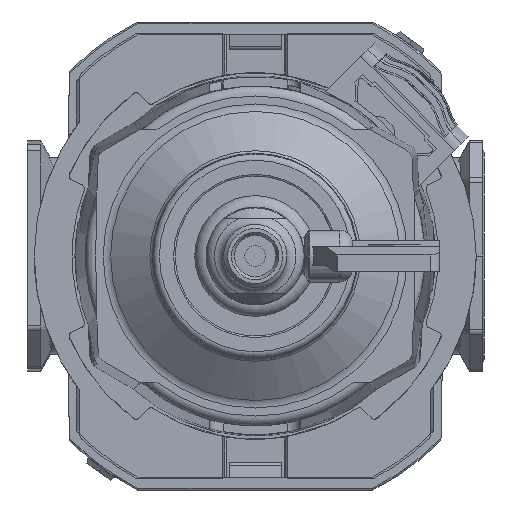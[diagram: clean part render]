
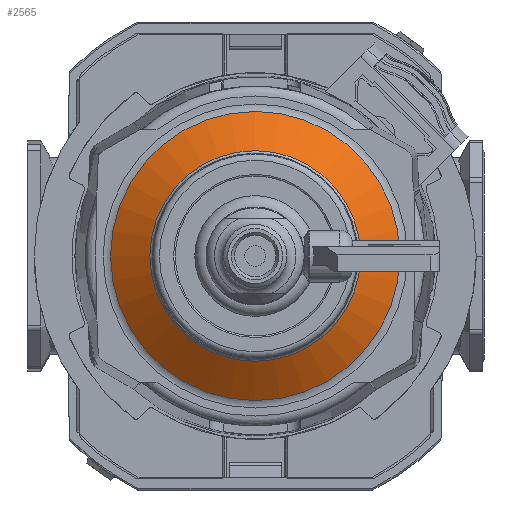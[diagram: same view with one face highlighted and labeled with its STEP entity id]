
A CAD part, front view. The second image highlights one B-rep face of the part: STEP entity #2565.
In plain terms, the highlighted conical face has half-angle 54.996 degrees and reference radius 22.24 mm.
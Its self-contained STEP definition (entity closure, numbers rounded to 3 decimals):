
#2565 = ADVANCED_FACE( '', ( #5354, #5355 ), #5356, .T. );
#5354 = FACE_BOUND( '', #8718, .T. );
#5355 = FACE_OUTER_BOUND( '', #8719, .T. );
#5356 = CONICAL_SURFACE( '', #8720, 22.24, 0.96 );
#8718 = EDGE_LOOP( '', ( #16404 ) );
#8719 = EDGE_LOOP( '', ( #16405 ) );
#8720 = AXIS2_PLACEMENT_3D( '', #16406, #16407, #16408 );
#16404 = ORIENTED_EDGE( '', *, *, #19895, .F. );
#16405 = ORIENTED_EDGE( '', *, *, #21635, .T. );
#16406 = CARTESIAN_POINT( '', ( 0., 5.938, 0. ) );
#16407 = DIRECTION( '', ( 0., 1., 0. ) );
#16408 = DIRECTION( '', ( -1., 0., 0. ) );
#19895 = EDGE_CURVE( '', #24499, #24499, #24500, .T. );
#21635 = EDGE_CURVE( '', #26901, #26901, #26902, .T. );
#24499 = VERTEX_POINT( '', #32123 );
#24500 = CIRCLE( '', #32124, 16.199 );
#26901 = VERTEX_POINT( '', #36852 );
#26902 = CIRCLE( '', #36853, 22.24 );
#32123 = CARTESIAN_POINT( '', ( 16.199, 1.708, 0. ) );
#32124 = AXIS2_PLACEMENT_3D( '', #39167, #39168, #39169 );
#36852 = CARTESIAN_POINT( '', ( 22.24, 5.938, 0. ) );
#36853 = AXIS2_PLACEMENT_3D( '', #40900, #40901, #40902 );
#39167 = CARTESIAN_POINT( '', ( 0., 1.708, 0. ) );
#39168 = DIRECTION( '', ( 0., -1., 0. ) );
#39169 = DIRECTION( '', ( 1., 0., 0. ) );
#40900 = CARTESIAN_POINT( '', ( 0., 5.938, 0. ) );
#40901 = DIRECTION( '', ( 0., -1., 0. ) );
#40902 = DIRECTION( '', ( 1., 0., 0. ) );
